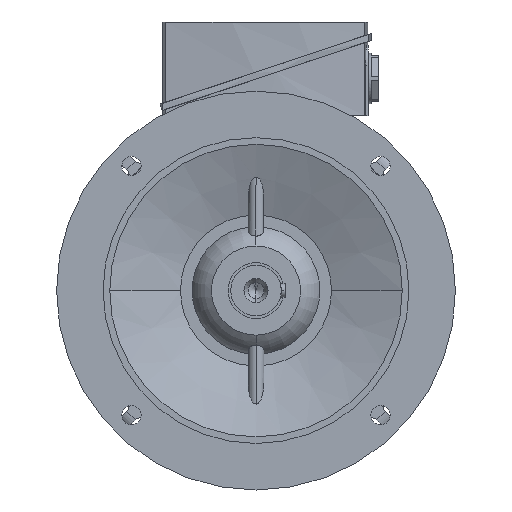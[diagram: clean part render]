
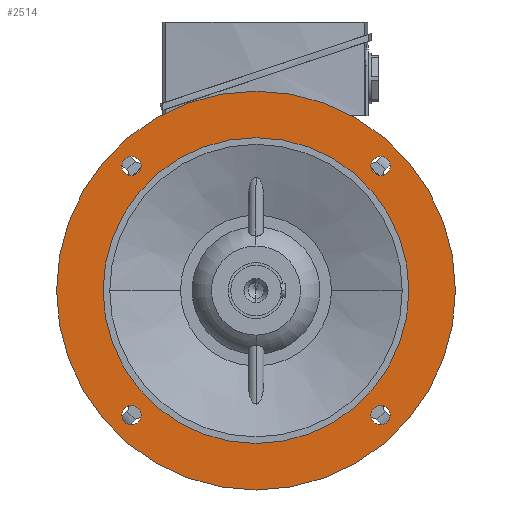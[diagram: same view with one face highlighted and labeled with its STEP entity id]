
A CAD part, left-side view. The second image highlights one B-rep face of the part: STEP entity #2514.
In plain terms, the highlighted planar face has unit normal (-1, 0, 0).
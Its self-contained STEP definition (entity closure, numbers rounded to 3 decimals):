
#2514=ADVANCED_FACE('',(#5060,#5061,#5062,#5063,#5064,#5065),#5066,.T.);
#5060=FACE_BOUND('',#7615,.T.);
#5061=FACE_BOUND('',#7616,.T.);
#5062=FACE_BOUND('',#7617,.T.);
#5063=FACE_BOUND('',#7618,.T.);
#5064=FACE_OUTER_BOUND('',#7619,.T.);
#5065=FACE_BOUND('',#7620,.T.);
#5066=PLANE('',#7621);
#7615=EDGE_LOOP('',(#15564,#15565));
#7616=EDGE_LOOP('',(#15566,#15567));
#7617=EDGE_LOOP('',(#15568,#15569));
#7618=EDGE_LOOP('',(#15570,#15571));
#7619=EDGE_LOOP('',(#15572,#15573));
#7620=EDGE_LOOP('',(#15574,#15575));
#7621=AXIS2_PLACEMENT_3D('',#15576,#15577,#15578);
#15564=ORIENTED_EDGE('',*,*,#18675,.T.);
#15565=ORIENTED_EDGE('',*,*,#15784,.T.);
#15566=ORIENTED_EDGE('',*,*,#18678,.T.);
#15567=ORIENTED_EDGE('',*,*,#15779,.T.);
#15568=ORIENTED_EDGE('',*,*,#18681,.T.);
#15569=ORIENTED_EDGE('',*,*,#15774,.T.);
#15570=ORIENTED_EDGE('',*,*,#18684,.T.);
#15571=ORIENTED_EDGE('',*,*,#15769,.T.);
#15572=ORIENTED_EDGE('',*,*,#15736,.F.);
#15573=ORIENTED_EDGE('',*,*,#18744,.F.);
#15574=ORIENTED_EDGE('',*,*,#15743,.T.);
#15575=ORIENTED_EDGE('',*,*,#18742,.T.);
#15576=CARTESIAN_POINT('',(-50.5,132.5,0.0));
#15577=DIRECTION('',(-1.0,0.0,0.0));
#15578=DIRECTION('',(0.0,-1.0,0.0));
#15736=EDGE_CURVE('',#18958,#18961,#18962,.T.);
#15743=EDGE_CURVE('',#18968,#18972,#18974,.T.);
#15769=EDGE_CURVE('',#19021,#19018,#19022,.T.);
#15774=EDGE_CURVE('',#19030,#19027,#19031,.T.);
#15779=EDGE_CURVE('',#19039,#19036,#19040,.T.);
#15784=EDGE_CURVE('',#19048,#19045,#19049,.T.);
#18675=EDGE_CURVE('',#19045,#19048,#23362,.T.);
#18678=EDGE_CURVE('',#19036,#19039,#23365,.T.);
#18681=EDGE_CURVE('',#19027,#19030,#23368,.T.);
#18684=EDGE_CURVE('',#19018,#19021,#23371,.T.);
#18742=EDGE_CURVE('',#18972,#18968,#23443,.T.);
#18744=EDGE_CURVE('',#18961,#18958,#23445,.T.);
#18958=VERTEX_POINT('',#23755);
#18961=VERTEX_POINT('',#23759);
#18962=CIRCLE('',#23760,150.0);
#18968=VERTEX_POINT('',#23767);
#18972=VERTEX_POINT('',#23772);
#18974=CIRCLE('',#23775,115.0);
#19018=VERTEX_POINT('',#23917);
#19021=VERTEX_POINT('',#23921);
#19022=CIRCLE('',#23922,7.25);
#19027=VERTEX_POINT('',#23928);
#19030=VERTEX_POINT('',#23932);
#19031=CIRCLE('',#23933,7.25);
#19036=VERTEX_POINT('',#23939);
#19039=VERTEX_POINT('',#23943);
#19040=CIRCLE('',#23944,7.25);
#19045=VERTEX_POINT('',#23950);
#19048=VERTEX_POINT('',#23954);
#19049=CIRCLE('',#23955,7.25);
#23362=CIRCLE('',#36879,7.25);
#23365=CIRCLE('',#36882,7.25);
#23368=CIRCLE('',#36885,7.25);
#23371=CIRCLE('',#36888,7.25);
#23443=CIRCLE('',#37034,115.0);
#23445=CIRCLE('',#37036,150.0);
#23755=CARTESIAN_POINT('',(-50.5,150.0,0.0));
#23759=CARTESIAN_POINT('',(-50.5,-150.0,0.));
#23760=AXIS2_PLACEMENT_3D('',#37142,#37143,#37144);
#23767=CARTESIAN_POINT('',(-50.5,115.0,0.0));
#23772=CARTESIAN_POINT('',(-50.5,-115.0,0.));
#23775=AXIS2_PLACEMENT_3D('',#37154,#37155,#37156);
#23917=CARTESIAN_POINT('',(-50.5,-98.818,98.818));
#23921=CARTESIAN_POINT('',(-50.5,-88.565,88.565));
#23922=AXIS2_PLACEMENT_3D('',#37199,#37200,#37201);
#23928=CARTESIAN_POINT('',(-50.5,98.818,98.818));
#23932=CARTESIAN_POINT('',(-50.5,88.565,88.565));
#23933=AXIS2_PLACEMENT_3D('',#37207,#37208,#37209);
#23939=CARTESIAN_POINT('',(-50.5,98.818,-98.818));
#23943=CARTESIAN_POINT('',(-50.5,88.565,-88.565));
#23944=AXIS2_PLACEMENT_3D('',#37215,#37216,#37217);
#23950=CARTESIAN_POINT('',(-50.5,-98.818,-98.818));
#23954=CARTESIAN_POINT('',(-50.5,-88.565,-88.565));
#23955=AXIS2_PLACEMENT_3D('',#37223,#37224,#37225);
#36879=AXIS2_PLACEMENT_3D('',#39885,#39886,#39887);
#36882=AXIS2_PLACEMENT_3D('',#39891,#39892,#39893);
#36885=AXIS2_PLACEMENT_3D('',#39897,#39898,#39899);
#36888=AXIS2_PLACEMENT_3D('',#39903,#39904,#39905);
#37034=AXIS2_PLACEMENT_3D('',#39950,#39951,#39952);
#37036=AXIS2_PLACEMENT_3D('',#39953,#39954,#39955);
#37142=CARTESIAN_POINT('',(-50.5,0.0,0.0));
#37143=DIRECTION('',(1.0,0.0,0.0));
#37144=DIRECTION('',(0.0,1.0,0.0));
#37154=CARTESIAN_POINT('',(-50.5,0.0,0.0));
#37155=DIRECTION('',(1.0,0.0,0.0));
#37156=DIRECTION('',(0.0,1.0,0.0));
#37199=CARTESIAN_POINT('',(-50.5,-93.692,93.692));
#37200=DIRECTION('',(1.0,0.0,-0.0));
#37201=DIRECTION('',(0.0,-0.707,0.707));
#37207=CARTESIAN_POINT('',(-50.5,93.692,93.692));
#37208=DIRECTION('',(1.0,0.0,-0.0));
#37209=DIRECTION('',(0.0,0.707,0.707));
#37215=CARTESIAN_POINT('',(-50.5,93.692,-93.692));
#37216=DIRECTION('',(1.0,-0.0,0.0));
#37217=DIRECTION('',(0.0,0.707,-0.707));
#37223=CARTESIAN_POINT('',(-50.5,-93.692,-93.692));
#37224=DIRECTION('',(1.0,0.0,0.0));
#37225=DIRECTION('',(0.0,-0.707,-0.707));
#39885=CARTESIAN_POINT('',(-50.5,-93.692,-93.692));
#39886=DIRECTION('',(1.0,0.0,0.0));
#39887=DIRECTION('',(0.0,-0.707,-0.707));
#39891=CARTESIAN_POINT('',(-50.5,93.692,-93.692));
#39892=DIRECTION('',(1.0,-0.0,0.0));
#39893=DIRECTION('',(0.0,0.707,-0.707));
#39897=CARTESIAN_POINT('',(-50.5,93.692,93.692));
#39898=DIRECTION('',(1.0,0.0,-0.0));
#39899=DIRECTION('',(0.0,0.707,0.707));
#39903=CARTESIAN_POINT('',(-50.5,-93.692,93.692));
#39904=DIRECTION('',(1.0,0.0,-0.0));
#39905=DIRECTION('',(0.0,-0.707,0.707));
#39950=CARTESIAN_POINT('',(-50.5,0.0,0.0));
#39951=DIRECTION('',(1.0,0.0,0.0));
#39952=DIRECTION('',(0.0,1.0,0.0));
#39953=CARTESIAN_POINT('',(-50.5,0.0,0.0));
#39954=DIRECTION('',(1.0,0.0,0.0));
#39955=DIRECTION('',(0.0,1.0,0.0));
